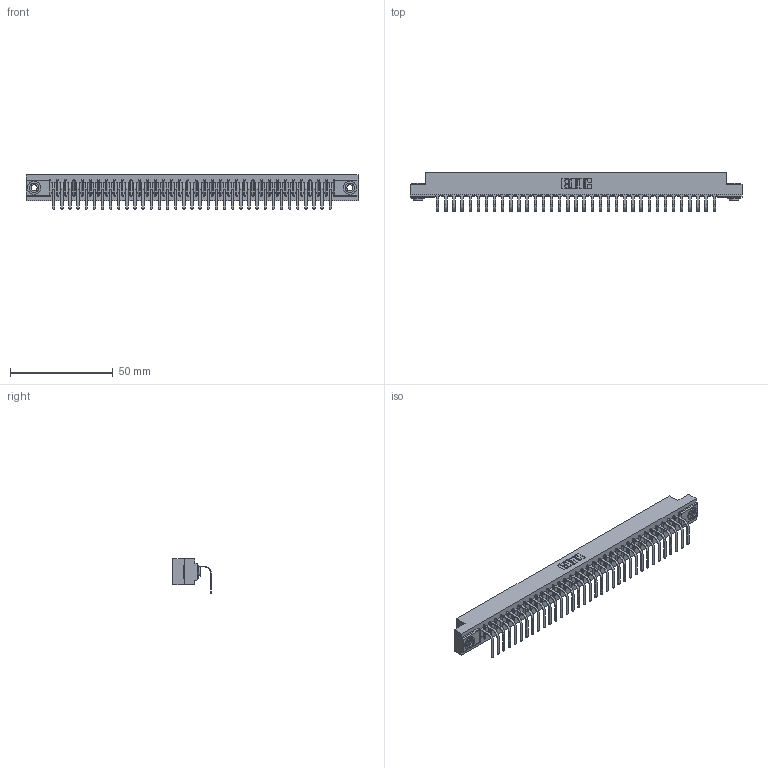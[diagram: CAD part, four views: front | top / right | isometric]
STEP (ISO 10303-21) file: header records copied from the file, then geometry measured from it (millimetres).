
FILE_DESCRIPTION (( 'STEP AP203' ), '1' );
FILE_NAME ('357-035-458-103.STEP', '2022-07-18T20:28:22', ( '' ), ( '' ), 'SwSTEP 2.0', 'SolidWorks 2020', '' );
FILE_SCHEMA (( 'CONFIG_CONTROL_DESIGN' ));
Length unit declared in the file: inch
Products named in the file (4): 307 Part_.156 Dia Mounting Holes; 345-250-002_345-250-002-102; 357-035-458-103; 307-290-001_558 - 2 (Single)
Assembly tree (38 placements, depth 2):
  357-035-458-103
    307 Part_.156 Dia Mounting Holes
    307-290-001_558 - 2 (Single)  x35
    345-250-002_345-250-002-102  x2
Bounding box: 161.7 x 18.78 x 16.8 mm (x, y, z)
Volume: 16891.6 mm3; surface area: 18989.4 mm2
Topology: 38 solids, 38 shells, 2306 faces, 6525 edges, 4202 vertices
Faces by surface type: plane 1459, cylinder 767, sphere 72, cone 8
Entity records: 32037 total; most frequent: CARTESIAN_POINT 5373, ORIENTED_EDGE 5350, DIRECTION 5245, EDGE_CURVE 2675, LINE 2041, VECTOR 2041, VERTEX_POINT 1730, AXIS2_PLACEMENT_3D 1602
